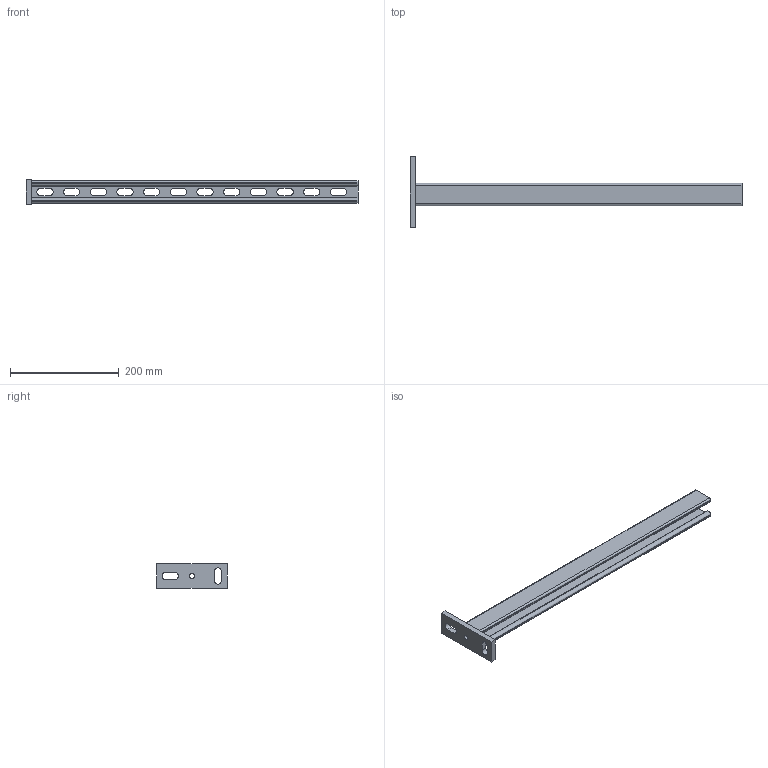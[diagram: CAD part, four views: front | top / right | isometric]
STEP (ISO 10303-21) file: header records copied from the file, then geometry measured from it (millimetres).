
FILE_DESCRIPTION (( 'STEP AP203' ), '1' );
FILE_NAME ('R6632_600_173486140.STEP', '2024-08-26T15:16:29', ( '' ), ( '' ), 'SwSTEP 2.0', 'SolidWorks 2024', '' );
FILE_SCHEMA (( 'CONFIG_CONTROL_DESIGN' ));
Length unit declared in the file: millimetre
Products named in the file (1): R6632_600_173486140
Bounding box: 610 x 130 x 45 mm (x, y, z)
Volume: 245725.4 mm3; surface area: 177223 mm2
Topology: 2 solids, 2 shells, 95 faces, 273 edges, 182 vertices
Faces by surface type: plane 52, cylinder 39, bspline 4
Entity records: 3444 total; most frequent: CARTESIAN_POINT 763, ORIENTED_EDGE 546, DIRECTION 527, EDGE_CURVE 273, LINE 187, VECTOR 187, VERTEX_POINT 182, AXIS2_PLACEMENT_3D 170
